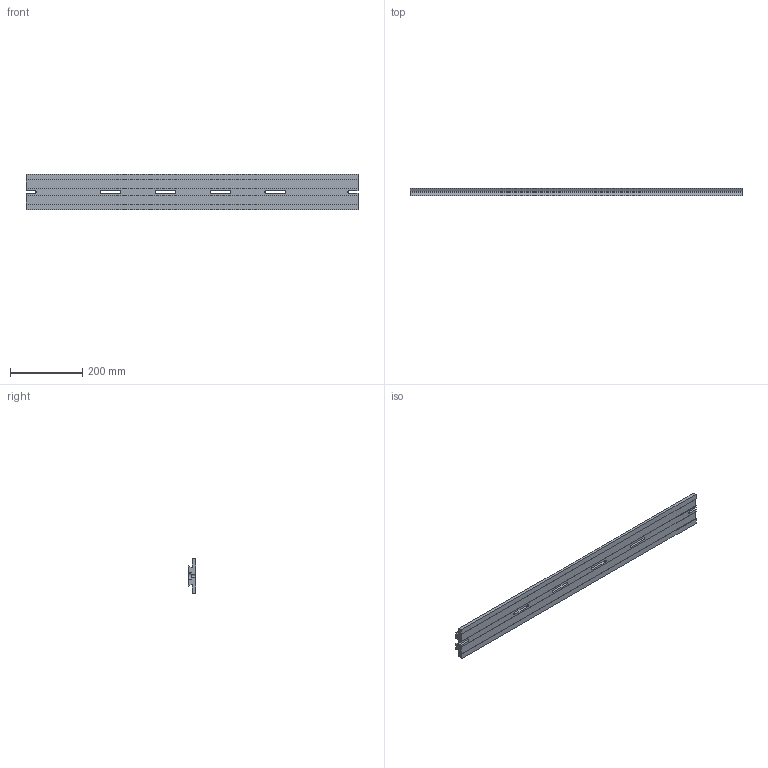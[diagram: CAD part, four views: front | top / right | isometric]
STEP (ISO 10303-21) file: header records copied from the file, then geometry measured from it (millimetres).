
FILE_DESCRIPTION((''),'2;1');
FILE_NAME('PRL-36','2021-11-01T20:42:46',('Administrator'),(''),'CREO PARAMETRIC BY PTC INC, 2019030','CREO PARAMETRIC BY PTC INC, 2019030','');
FILE_SCHEMA(('AUTOMOTIVE_DESIGN { 1 0 10303 214 1 1 1 1 }'));
Length unit declared in the file: inch
Products named in the file (1): PRL-36
Bounding box: 921.51 x 21.08 x 99.32 mm (x, y, z)
Volume: 1317533.5 mm3; surface area: 244995.6 mm2
Topology: 1 solids, 2 shells, 424 faces, 1172 edges, 773 vertices
Faces by surface type: plane 355, extrusion 34, cylinder 31, cone 4
Entity records: 18365 total; most frequent: CARTESIAN_POINT 3922, ORIENTED_EDGE 2340, DIRECTION 1971, PRESENTATION_STYLE_ASSIGNMENT 1171, STYLED_ITEM 1171, CURVE_STYLE 1170, EDGE_CURVE 1170, VECTOR 1063
